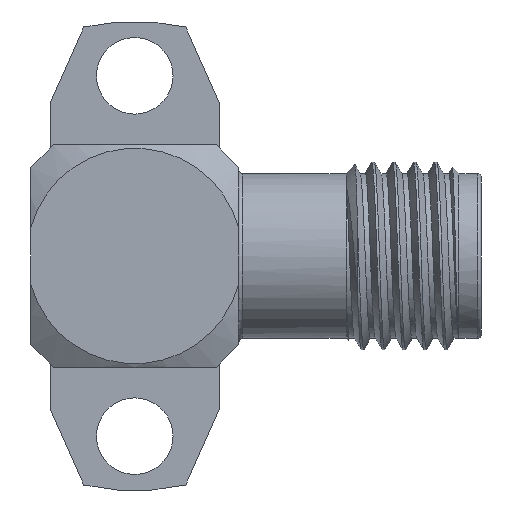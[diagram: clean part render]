
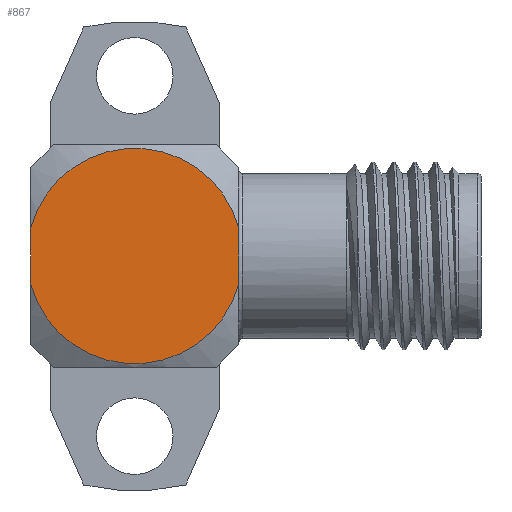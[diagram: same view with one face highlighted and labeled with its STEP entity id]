
A CAD part, left-side view. The second image highlights one B-rep face of the part: STEP entity #867.
In plain terms, the highlighted planar face has unit normal (-1, 0, 0).
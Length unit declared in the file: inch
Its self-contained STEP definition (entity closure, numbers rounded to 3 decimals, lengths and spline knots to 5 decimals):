
#41 = DIRECTION ( 'NONE',  ( 0., 0., -1. ) ) ;
#85 = VECTOR ( 'NONE', #2199, 39.37008 ) ;
#157 = DIRECTION ( 'NONE',  ( 1., 0., 0. ) ) ;
#175 = PLANE ( 'NONE',  #1944 ) ;
#204 = VERTEX_POINT ( 'NONE', #2588 ) ;
#240 = EDGE_CURVE ( 'NONE', #204, #1964, #2402, .T. ) ;
#388 = CARTESIAN_POINT ( 'NONE',  ( -0.12482, 0., 0. ) ) ;
#514 = CARTESIAN_POINT ( 'NONE',  ( -0.12482, 0., 0. ) ) ;
#819 = AXIS2_PLACEMENT_3D ( 'NONE', #388, #157, #1406 ) ;
#840 = EDGE_CURVE ( 'NONE', #2457, #204, #1078, .T. ) ;
#841 = LINE ( 'NONE', #2387, #85 ) ;
#867 = ADVANCED_FACE ( 'NONE', ( #1796 ), #175, .F. ) ;
#892 = ORIENTED_EDGE ( 'NONE', *, *, #1982, .F. ) ;
#986 = CARTESIAN_POINT ( 'NONE',  ( -0.12482, 0.1385, 0.148 ) ) ;
#1078 = CIRCLE ( 'NONE', #819, 0.1435 ) ;
#1196 = DIRECTION ( 'NONE',  ( 0., 0., -1. ) ) ;
#1406 = DIRECTION ( 'NONE',  ( 0., 0., -1. ) ) ;
#1490 = EDGE_LOOP ( 'NONE', ( #2108, #2116, #892, #2175 ) ) ;
#1548 = EDGE_CURVE ( 'NONE', #2457, #2140, #841, .T. ) ;
#1657 = DIRECTION ( 'NONE',  ( 1., 0., 0. ) ) ;
#1782 = CARTESIAN_POINT ( 'NONE',  ( -0.12482, 0.1385, 0.03755 ) ) ;
#1796 = FACE_OUTER_BOUND ( 'NONE', #1490, .T. ) ;
#1944 = AXIS2_PLACEMENT_3D ( 'NONE', #986, #1657, #1196 ) ;
#1964 = VERTEX_POINT ( 'NONE', #2534 ) ;
#1973 = CARTESIAN_POINT ( 'NONE',  ( -0.12482, -0.1385, 0.148 ) ) ;
#1981 = DIRECTION ( 'NONE',  ( 1., 0., 0. ) ) ;
#1982 = EDGE_CURVE ( 'NONE', #1964, #2140, #2251, .T. ) ;
#2018 = AXIS2_PLACEMENT_3D ( 'NONE', #514, #1981, #41 ) ;
#2108 = ORIENTED_EDGE ( 'NONE', *, *, #840, .F. ) ;
#2116 = ORIENTED_EDGE ( 'NONE', *, *, #1548, .T. ) ;
#2140 = VERTEX_POINT ( 'NONE', #2355 ) ;
#2175 = ORIENTED_EDGE ( 'NONE', *, *, #240, .F. ) ;
#2192 = DIRECTION ( 'NONE',  ( 0., 0., -1. ) ) ;
#2199 = DIRECTION ( 'NONE',  ( 0., 0., -1. ) ) ;
#2251 = CIRCLE ( 'NONE', #2018, 0.1435 ) ;
#2275 = VECTOR ( 'NONE', #2192, 39.37008 ) ;
#2355 = CARTESIAN_POINT ( 'NONE',  ( -0.12482, 0.1385, -0.03755 ) ) ;
#2387 = CARTESIAN_POINT ( 'NONE',  ( -0.12482, 0.1385, 0.148 ) ) ;
#2402 = LINE ( 'NONE', #1973, #2275 ) ;
#2457 = VERTEX_POINT ( 'NONE', #1782 ) ;
#2534 = CARTESIAN_POINT ( 'NONE',  ( -0.12482, -0.1385, -0.03755 ) ) ;
#2588 = CARTESIAN_POINT ( 'NONE',  ( -0.12482, -0.1385, 0.03755 ) ) ;
